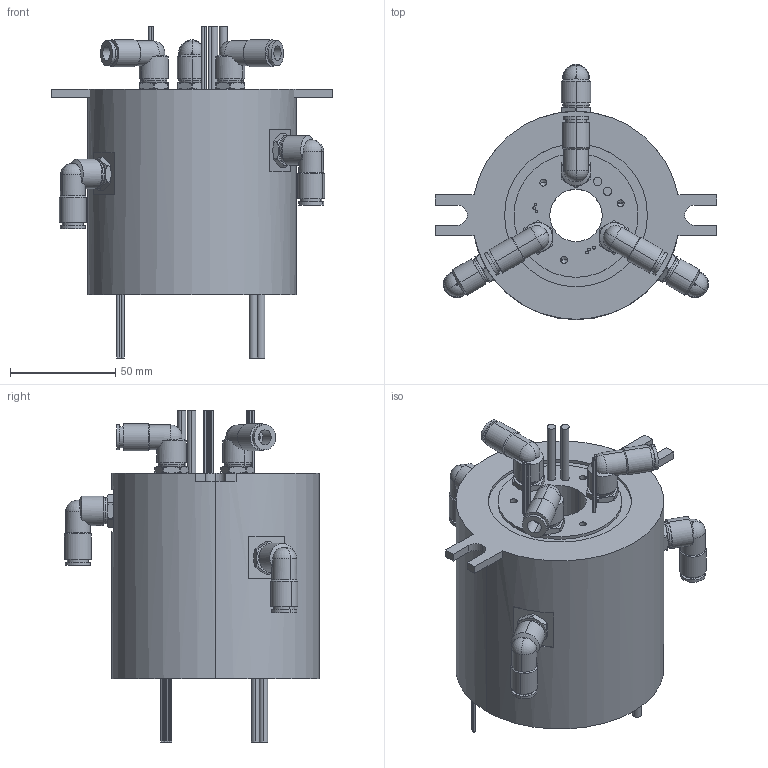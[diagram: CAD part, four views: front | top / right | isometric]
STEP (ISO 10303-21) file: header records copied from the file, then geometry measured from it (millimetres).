
FILE_DESCRIPTION (( 'STEP AP203' ), '1' );
FILE_NAME ('MEPH300-02-P0225-S06-ID25(J834).STEP', '2020-01-15T11:36:47', ( '微软用户' ), ( '微软中国' ), 'SwSTEP 2.0', 'SolidWorks 2014', '' );
FILE_SCHEMA (( 'CONFIG_CONTROL_DESIGN' ));
Length unit declared in the file: millimetre
Products named in the file (3): MEPH300-02-P0225-S06-ID25(J834); KSL06-01S
Assembly tree (7 placements, depth 2):
  MEPH300-02-P0225-S06-ID25(J834)
    MEPH300-02-P0225-S06-ID25(J834)
    KSL06-01S  x6
Bounding box: 134 x 121.4 x 158 mm (x, y, z)
Volume: 734528.3 mm3; surface area: 77816.5 mm2
Topology: 7 solids, 7 shells, 506 faces, 1227 edges, 785 vertices
Faces by surface type: cylinder 185, plane 177, cone 132, torus 12
Entity records: 5984 total; most frequent: CARTESIAN_POINT 1144, DIRECTION 981, ORIENTED_EDGE 858, EDGE_CURVE 429, AXIS2_PLACEMENT_3D 399, VERTEX_POINT 280, EDGE_LOOP 233, CIRCLE 198
